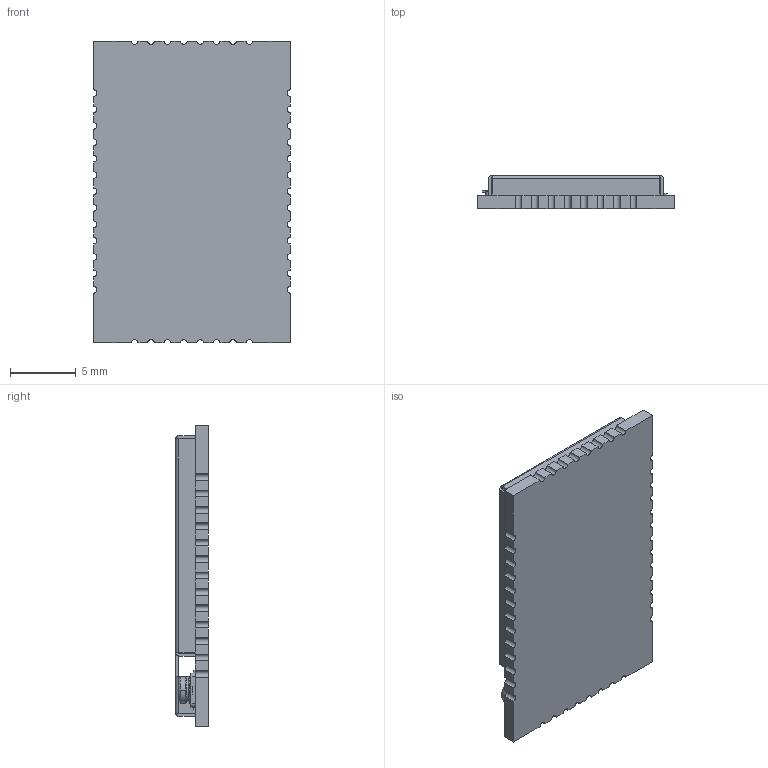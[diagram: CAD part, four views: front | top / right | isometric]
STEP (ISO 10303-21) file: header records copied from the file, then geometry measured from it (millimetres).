
FILE_DESCRIPTION((''),'2;1');
FILE_NAME('6310C00F_RAK4600_ASM','2020-12-09T',('lina'),(''),'PRO/ENGINEER BY PARAMETRIC TECHNOLOGY CORPORATION, 2010280','PRO/ENGINEER BY PARAMETRIC TECHNOLOGY CORPORATION, 2010280','');
FILE_SCHEMA(('AUTOMOTIVE_DESIGN { 1 2 10303 214 0 1 1 1 }'));
Length unit declared in the file: millimetre
Products named in the file (3): 6310C00F_RAK4600; IPEX-FEMALE; 6310C00F_RAK4600_ASM
Assembly tree (3 placements, depth 2):
  6310C00F_RAK4600_ASM
    6310C00F_RAK4600
    IPEX-FEMALE  x2
Bounding box: 15 x 2.5 x 23 mm (x, y, z)
Volume: 411.7 mm3; surface area: 1467 mm2
Topology: 3 solids, 3 shells, 271 faces, 768 edges, 494 vertices
Faces by surface type: plane 158, cylinder 95, cone 10, torus 4, sphere 4
Entity records: 9649 total; most frequent: CARTESIAN_POINT 1191, ORIENTED_EDGE 1152, DIRECTION 1149, PRESENTATION_STYLE_ASSIGNMENT 668, STYLED_ITEM 578, CURVE_STYLE 576, EDGE_CURVE 576, VECTOR 409
